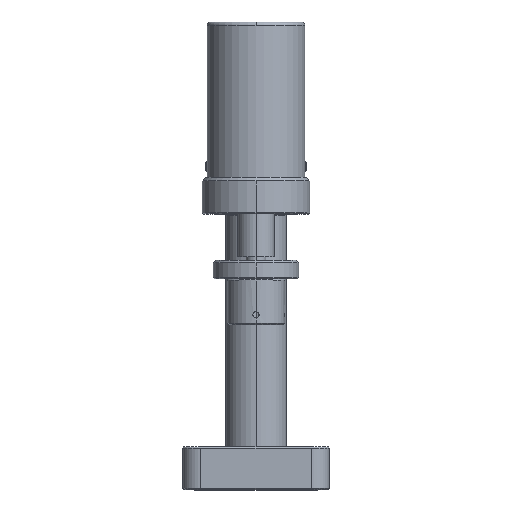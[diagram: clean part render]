
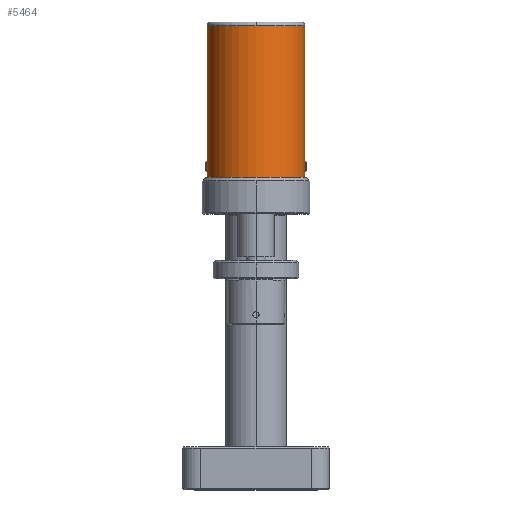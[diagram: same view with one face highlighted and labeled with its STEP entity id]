
A CAD part, top view. The second image highlights one B-rep face of the part: STEP entity #5464.
In plain terms, the highlighted cylindrical face has radius 40 mm (diameter 80 mm), a partial arc.
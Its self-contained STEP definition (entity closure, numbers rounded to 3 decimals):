
#535 = AXIS2_PLACEMENT_3D ( 'NONE', #45203, #48919, #48666 ) ;
#814 = VECTOR ( 'NONE', #30961, 1000. ) ;
#1583 = VERTEX_POINT ( 'NONE', #45092 ) ;
#2600 = CARTESIAN_POINT ( 'NONE',  ( -60., 55., -379.5 ) ) ;
#2657 = EDGE_CURVE ( 'NONE', #21533, #4253, #24773, .T. ) ;
#4253 = VERTEX_POINT ( 'NONE', #39804 ) ;
#5464 = ADVANCED_FACE ( 'NONE', ( #13533 ), #25904, .T. ) ;
#8176 = DIRECTION ( 'NONE',  ( 0., 0., 1. ) ) ;
#8192 = CARTESIAN_POINT ( 'NONE',  ( -20., 55., -379.5 ) ) ;
#8873 = DIRECTION ( 'NONE',  ( 0., 0., 1. ) ) ;
#10811 = CIRCLE ( 'NONE', #535, 40. ) ;
#11127 = EDGE_CURVE ( 'NONE', #23666, #1583, #10811, .T. ) ;
#11607 = LINE ( 'NONE', #23254, #814 ) ;
#11630 = CARTESIAN_POINT ( 'NONE',  ( -20., 55., -382.5 ) ) ;
#12034 = ORIENTED_EDGE ( 'NONE', *, *, #24489, .T. ) ;
#12108 = ORIENTED_EDGE ( 'NONE', *, *, #2657, .T. ) ;
#13448 = AXIS2_PLACEMENT_3D ( 'NONE', #2600, #21429, #35818 ) ;
#13533 = FACE_OUTER_BOUND ( 'NONE', #45417, .T. ) ;
#17495 = CARTESIAN_POINT ( 'NONE',  ( -60., 55., -382.5 ) ) ;
#20380 = CARTESIAN_POINT ( 'NONE',  ( -20., 55., -255.5 ) ) ;
#21429 = DIRECTION ( 'NONE',  ( 0., 0., 1. ) ) ;
#21533 = VERTEX_POINT ( 'NONE', #27565 ) ;
#21806 = VECTOR ( 'NONE', #8176, 1000. ) ;
#22394 = AXIS2_PLACEMENT_3D ( 'NONE', #31187, #8873, #45834 ) ;
#23254 = CARTESIAN_POINT ( 'NONE',  ( -100., 55., -382.5 ) ) ;
#23666 = VERTEX_POINT ( 'NONE', #20380 ) ;
#24489 = EDGE_CURVE ( 'NONE', #37961, #23666, #45607, .T. ) ;
#24773 = CIRCLE ( 'NONE', #22394, 40. ) ;
#25904 = CYLINDRICAL_SURFACE ( 'NONE', #29269, 40. ) ;
#27565 = CARTESIAN_POINT ( 'NONE',  ( -100., 55., -379.5 ) ) ;
#28497 = CIRCLE ( 'NONE', #13448, 40. ) ;
#28983 = EDGE_CURVE ( 'NONE', #21533, #1583, #11607, .T. ) ;
#29269 = AXIS2_PLACEMENT_3D ( 'NONE', #17495, #44265, #47755 ) ;
#30269 = ORIENTED_EDGE ( 'NONE', *, *, #28983, .F. ) ;
#30961 = DIRECTION ( 'NONE',  ( 0., 0., 1. ) ) ;
#31187 = CARTESIAN_POINT ( 'NONE',  ( -60., 55., -379.5 ) ) ;
#35059 = EDGE_CURVE ( 'NONE', #4253, #37961, #28497, .T. ) ;
#35818 = DIRECTION ( 'NONE',  ( 0., -1., 0. ) ) ;
#37961 = VERTEX_POINT ( 'NONE', #8192 ) ;
#38829 = ORIENTED_EDGE ( 'NONE', *, *, #11127, .T. ) ;
#39804 = CARTESIAN_POINT ( 'NONE',  ( -60., 15., -379.5 ) ) ;
#44265 = DIRECTION ( 'NONE',  ( 0., 0., 1. ) ) ;
#44683 = ORIENTED_EDGE ( 'NONE', *, *, #35059, .T. ) ;
#45092 = CARTESIAN_POINT ( 'NONE',  ( -100., 55., -255.5 ) ) ;
#45203 = CARTESIAN_POINT ( 'NONE',  ( -60., 55., -255.5 ) ) ;
#45417 = EDGE_LOOP ( 'NONE', ( #30269, #12108, #44683, #12034, #38829 ) ) ;
#45607 = LINE ( 'NONE', #11630, #21806 ) ;
#45834 = DIRECTION ( 'NONE',  ( 0., -1., 0. ) ) ;
#47755 = DIRECTION ( 'NONE',  ( 0., 1., 0. ) ) ;
#48666 = DIRECTION ( 'NONE',  ( 0., -1., 0. ) ) ;
#48919 = DIRECTION ( 'NONE',  ( 0., 0., -1. ) ) ;
